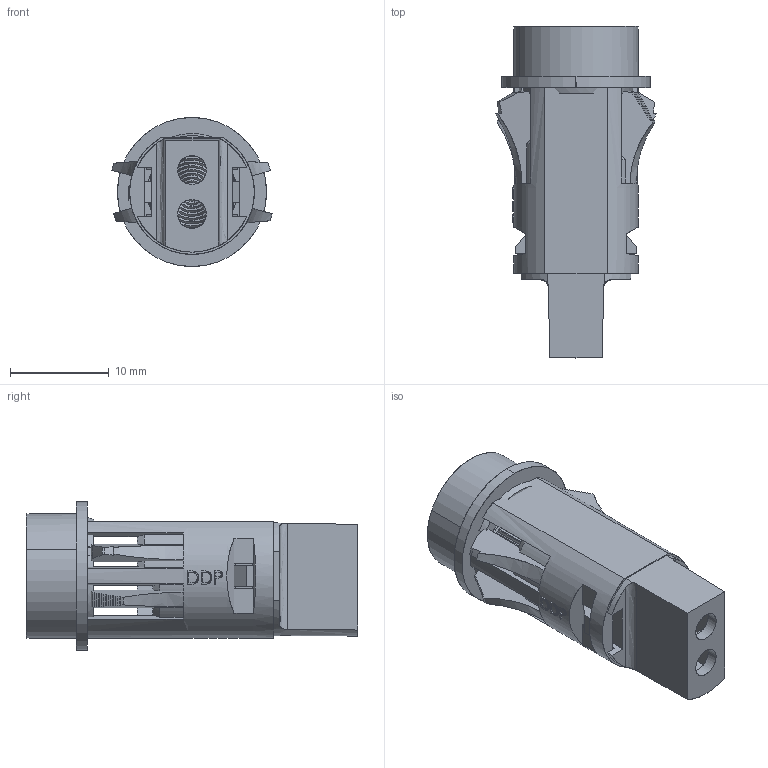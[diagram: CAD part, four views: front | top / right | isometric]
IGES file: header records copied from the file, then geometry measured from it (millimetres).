
Start section: SolidWorks IGES file using analytic representation for surfaces
Global section: file name: P81W_Series.IGS; native system: SolidWorks 2018; preprocessor: SolidWorks 2018; author: tstoltenburg; date: 190215.153648; units: foot
Bounding box: 16.28 x 33.66 x 15.11 mm (x, y, z)
Surface area: 3400.9 mm2 (no closed solid volume)
Topology: 0 solids, 0 shells, 518 faces, 3821 edges, 3821 vertices
Faces by surface type: bspline 369, revolution 149
